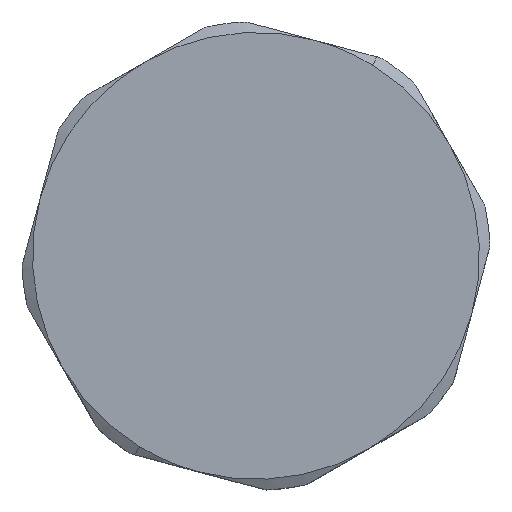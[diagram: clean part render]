
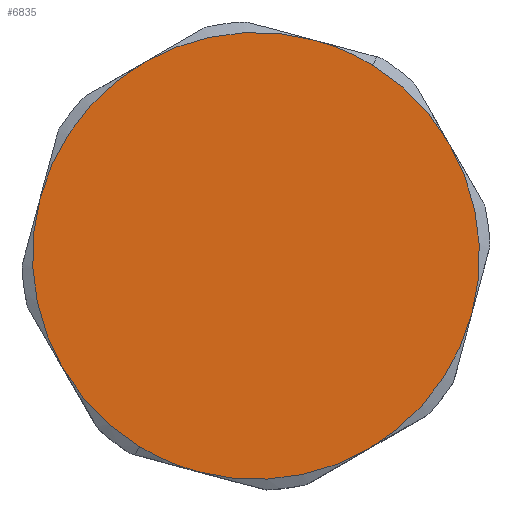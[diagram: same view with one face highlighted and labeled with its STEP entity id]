
A CAD part, top view. The second image highlights one B-rep face of the part: STEP entity #6835.
In plain terms, the highlighted planar face has unit normal (0, 0, 1).
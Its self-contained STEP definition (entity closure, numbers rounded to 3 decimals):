
#1579=CARTESIAN_POINT('Vertex',(22.517,13.,32.5)) ;
#1612=CARTESIAN_POINT('Vertex',(13.528,22.204,32.5)) ;
#1615=CARTESIAN_POINT('Axis2P3D Location',(0.,0.,32.5)) ;
#2235=CARTESIAN_POINT('Axis2P3D Location',(0.,0.,32.5)) ;
#2239=CARTESIAN_POINT('Vertex',(25.114,-6.729,32.5)) ;
#2273=CARTESIAN_POINT('Axis2P3D Location',(0.,0.,32.5)) ;
#2277=CARTESIAN_POINT('Vertex',(6.729,25.114,32.5)) ;
#3737=CARTESIAN_POINT('Axis2P3D Location',(0.,0.,32.5)) ;
#3741=CARTESIAN_POINT('Vertex',(-13.528,-22.204,32.5)) ;
#3743=CARTESIAN_POINT('Vertex',(-6.729,-25.114,32.5)) ;
#3765=CARTESIAN_POINT('Axis2P3D Location',(0.,0.,32.5)) ;
#3769=CARTESIAN_POINT('Vertex',(13.,-22.517,32.5)) ;
#3819=CARTESIAN_POINT('Axis2P3D Location',(0.,0.,32.5)) ;
#3863=CARTESIAN_POINT('Axis2P3D Location',(0.,0.,32.5)) ;
#3867=CARTESIAN_POINT('Vertex',(-13.,22.517,32.5)) ;
#3908=CARTESIAN_POINT('Axis2P3D Location',(0.,0.,32.5)) ;
#3912=CARTESIAN_POINT('Vertex',(-25.114,6.729,32.5)) ;
#3962=CARTESIAN_POINT('Axis2P3D Location',(0.,0.,32.5)) ;
#3966=CARTESIAN_POINT('Vertex',(-22.517,-13.,32.5)) ;
#4016=CARTESIAN_POINT('Axis2P3D Location',(0.,0.,32.5)) ;
#6818=CARTESIAN_POINT('Axis2P3D Location',(21.304,12.3,32.5)) ;
#1616=DIRECTION('Axis2P3D Direction',(0.,0.,-1.)) ;
#2236=DIRECTION('Axis2P3D Direction',(0.,0.,-1.)) ;
#2274=DIRECTION('Axis2P3D Direction',(0.,0.,-1.)) ;
#3738=DIRECTION('Axis2P3D Direction',(0.,0.,-1.)) ;
#3766=DIRECTION('Axis2P3D Direction',(0.,0.,-1.)) ;
#3820=DIRECTION('Axis2P3D Direction',(0.,0.,-1.)) ;
#3864=DIRECTION('Axis2P3D Direction',(0.,0.,-1.)) ;
#3909=DIRECTION('Axis2P3D Direction',(0.,0.,-1.)) ;
#3963=DIRECTION('Axis2P3D Direction',(0.,0.,-1.)) ;
#4017=DIRECTION('Axis2P3D Direction',(0.,0.,-1.)) ;
#6819=DIRECTION('Axis2P3D Direction',(0.,0.,1.)) ;
#6820=DIRECTION('Axis2P3D XDirection',(-0.5,0.866,0.)) ;
#1617=AXIS2_PLACEMENT_3D('Circle Axis2P3D',#1615,#1616,$) ;
#2237=AXIS2_PLACEMENT_3D('Circle Axis2P3D',#2235,#2236,$) ;
#2275=AXIS2_PLACEMENT_3D('Circle Axis2P3D',#2273,#2274,$) ;
#3739=AXIS2_PLACEMENT_3D('Circle Axis2P3D',#3737,#3738,$) ;
#3767=AXIS2_PLACEMENT_3D('Circle Axis2P3D',#3765,#3766,$) ;
#3821=AXIS2_PLACEMENT_3D('Circle Axis2P3D',#3819,#3820,$) ;
#3865=AXIS2_PLACEMENT_3D('Circle Axis2P3D',#3863,#3864,$) ;
#3910=AXIS2_PLACEMENT_3D('Circle Axis2P3D',#3908,#3909,$) ;
#3964=AXIS2_PLACEMENT_3D('Circle Axis2P3D',#3962,#3963,$) ;
#4018=AXIS2_PLACEMENT_3D('Circle Axis2P3D',#4016,#4017,$) ;
#6821=AXIS2_PLACEMENT_3D('Plane Axis2P3D',#6818,#6819,#6820) ;
#6824=ORIENTED_EDGE('',*,*,#4020,.T.) ;
#6825=ORIENTED_EDGE('',*,*,#3745,.T.) ;
#6826=ORIENTED_EDGE('',*,*,#3771,.T.) ;
#6827=ORIENTED_EDGE('',*,*,#3823,.T.) ;
#6828=ORIENTED_EDGE('',*,*,#2241,.T.) ;
#6829=ORIENTED_EDGE('',*,*,#1619,.T.) ;
#6830=ORIENTED_EDGE('',*,*,#2279,.T.) ;
#6831=ORIENTED_EDGE('',*,*,#3869,.T.) ;
#6832=ORIENTED_EDGE('',*,*,#3914,.T.) ;
#6833=ORIENTED_EDGE('',*,*,#3968,.T.) ;
#6835=ADVANCED_FACE('11221_00.1\\Grezzo',(#6834),#6822,.T.) ;
#1618=CIRCLE('generated circle',#1617,26.) ;
#2238=CIRCLE('generated circle',#2237,26.) ;
#2276=CIRCLE('generated circle',#2275,26.) ;
#3740=CIRCLE('generated circle',#3739,26.) ;
#3768=CIRCLE('generated circle',#3767,26.) ;
#3822=CIRCLE('generated circle',#3821,26.) ;
#3866=CIRCLE('generated circle',#3865,26.) ;
#3911=CIRCLE('generated circle',#3910,26.) ;
#3965=CIRCLE('generated circle',#3964,26.) ;
#4019=CIRCLE('generated circle',#4018,26.) ;
#1619=EDGE_CURVE('',#1580,#1613,#1618,.F.) ;
#2241=EDGE_CURVE('',#2240,#1580,#2238,.F.) ;
#2279=EDGE_CURVE('',#1613,#2278,#2276,.F.) ;
#3745=EDGE_CURVE('',#3742,#3744,#3740,.F.) ;
#3771=EDGE_CURVE('',#3744,#3770,#3768,.F.) ;
#3823=EDGE_CURVE('',#3770,#2240,#3822,.F.) ;
#3869=EDGE_CURVE('',#2278,#3868,#3866,.F.) ;
#3914=EDGE_CURVE('',#3868,#3913,#3911,.F.) ;
#3968=EDGE_CURVE('',#3913,#3967,#3965,.F.) ;
#4020=EDGE_CURVE('',#3967,#3742,#4019,.F.) ;
#6823=EDGE_LOOP('',(#6824,#6825,#6826,#6827,#6828,#6829,#6830,#6831,#6832,#6833)) ;
#6834=FACE_OUTER_BOUND('',#6823,.T.) ;
#6822=PLANE('',#6821) ;
#1580=VERTEX_POINT('',#1579) ;
#1613=VERTEX_POINT('',#1612) ;
#2240=VERTEX_POINT('',#2239) ;
#2278=VERTEX_POINT('',#2277) ;
#3742=VERTEX_POINT('',#3741) ;
#3744=VERTEX_POINT('',#3743) ;
#3770=VERTEX_POINT('',#3769) ;
#3868=VERTEX_POINT('',#3867) ;
#3913=VERTEX_POINT('',#3912) ;
#3967=VERTEX_POINT('',#3966) ;
